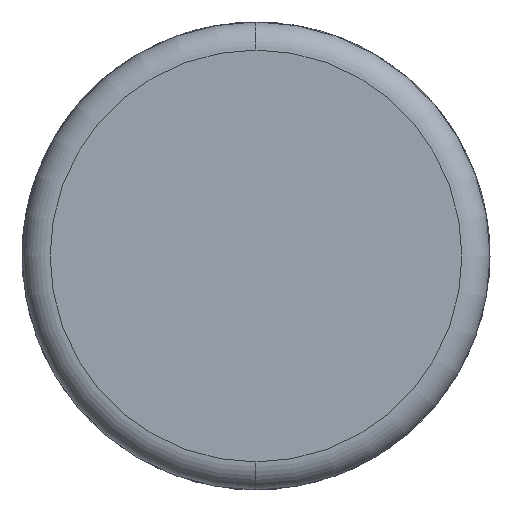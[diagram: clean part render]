
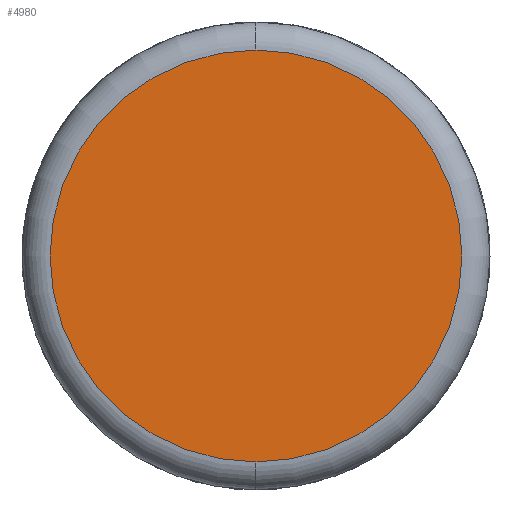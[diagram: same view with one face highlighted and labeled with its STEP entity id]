
A CAD part, front view. The second image highlights one B-rep face of the part: STEP entity #4980.
In plain terms, the highlighted planar face has unit normal (0, -1, 0).
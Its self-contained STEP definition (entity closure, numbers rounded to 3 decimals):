
#105 = AXIS2_PLACEMENT_3D ( 'NONE', #5708, #5306, #5572 ) ;
#240 = AXIS2_PLACEMENT_3D ( 'NONE', #1248, #1249, #1250 ) ;
#321 = EDGE_CURVE ( 'NONE', #4076, #4248, #743, .T. ) ;
#384 = EDGE_CURVE ( 'NONE', #4248, #4076, #841, .T. ) ;
#398 = AXIS2_PLACEMENT_3D ( 'NONE', #1715, #1717, #1719 ) ;
#743 = CIRCLE ( 'NONE', #240, 2.2 ) ;
#841 = CIRCLE ( 'NONE', #398, 2.2 ) ;
#883 = FACE_OUTER_BOUND ( 'NONE', #6055, .T. ) ;
#1248 = CARTESIAN_POINT ( 'NONE',  ( 0., 0., 0. ) ) ;
#1249 = DIRECTION ( 'NONE',  ( 0., -1., 0. ) ) ;
#1250 = DIRECTION ( 'NONE',  ( 0., 0., 1. ) ) ;
#1715 = CARTESIAN_POINT ( 'NONE',  ( 0., 0., 0. ) ) ;
#1717 = DIRECTION ( 'NONE',  ( 0., -1., 0. ) ) ;
#1719 = DIRECTION ( 'NONE',  ( 0., 0., 1. ) ) ;
#2235 = CARTESIAN_POINT ( 'NONE',  ( 0., 0., 2.2 ) ) ;
#2339 = CARTESIAN_POINT ( 'NONE',  ( 0., 0., -2.2 ) ) ;
#3776 = ORIENTED_EDGE ( 'NONE', *, *, #321, .T. ) ;
#4076 = VERTEX_POINT ( 'NONE', #2339 ) ;
#4127 = ORIENTED_EDGE ( 'NONE', *, *, #384, .T. ) ;
#4248 = VERTEX_POINT ( 'NONE', #2235 ) ;
#4980 = ADVANCED_FACE ( 'NONE', ( #883 ), #5872, .F. ) ;
#5306 = DIRECTION ( 'NONE',  ( 0., 1., 0. ) ) ;
#5572 = DIRECTION ( 'NONE',  ( 0., 0., 1. ) ) ;
#5708 = CARTESIAN_POINT ( 'NONE',  ( 0., 0., 0. ) ) ;
#5872 = PLANE ( 'NONE',  #105 ) ;
#6055 = EDGE_LOOP ( 'NONE', ( #4127, #3776 ) ) ;
